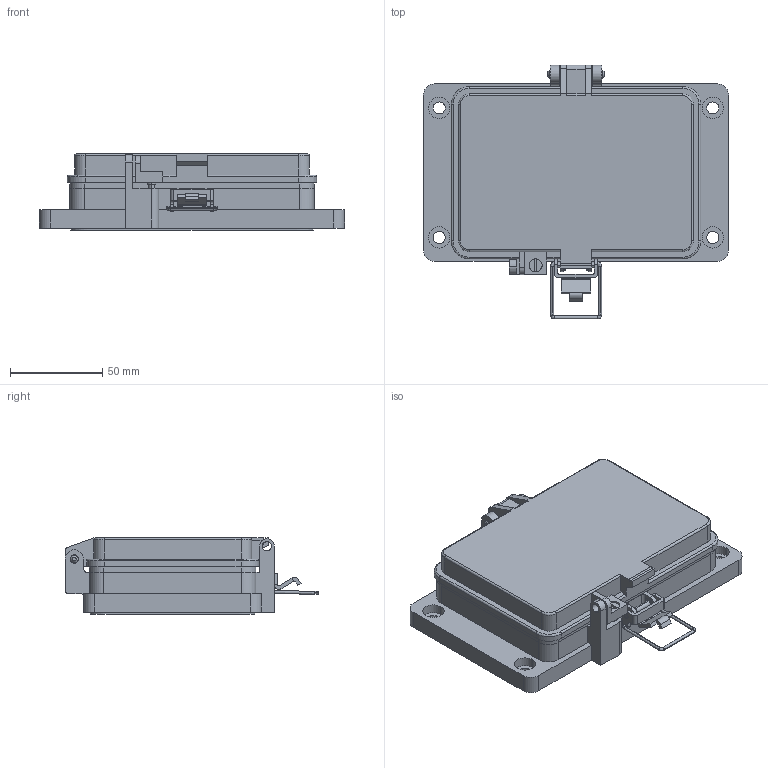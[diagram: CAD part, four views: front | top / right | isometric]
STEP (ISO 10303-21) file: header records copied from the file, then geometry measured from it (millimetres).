
FILE_DESCRIPTION (( 'STEP AP214' ), '1' );
FILE_NAME ('H-X-M2_3D.STEP', '2017-12-15T14:59:40', ( '' ), ( '' ), 'SwSTEP 2.0', 'SolidWorks 2017', '' );
FILE_SCHEMA (( 'AUTOMOTIVE_DESIGN' ));
Length unit declared in the file: inch
Products named in the file (1): H-X-M2_3D
Bounding box: 164.96 x 137.29 x 41.1 mm (x, y, z)
Volume: 167989.3 mm3; surface area: 91812.3 mm2
Topology: 10 solids, 10 shells, 503 faces, 1352 edges, 891 vertices
Faces by surface type: cylinder 244, plane 235, bspline 16, cone 8
Entity records: 21020 total; most frequent: CARTESIAN_POINT 3314, DIRECTION 2826, ORIENTED_EDGE 2704, EDGE_CURVE 1352, AXIS2_PLACEMENT_3D 1003, VERTEX_POINT 891, LINE 820, VECTOR 820
